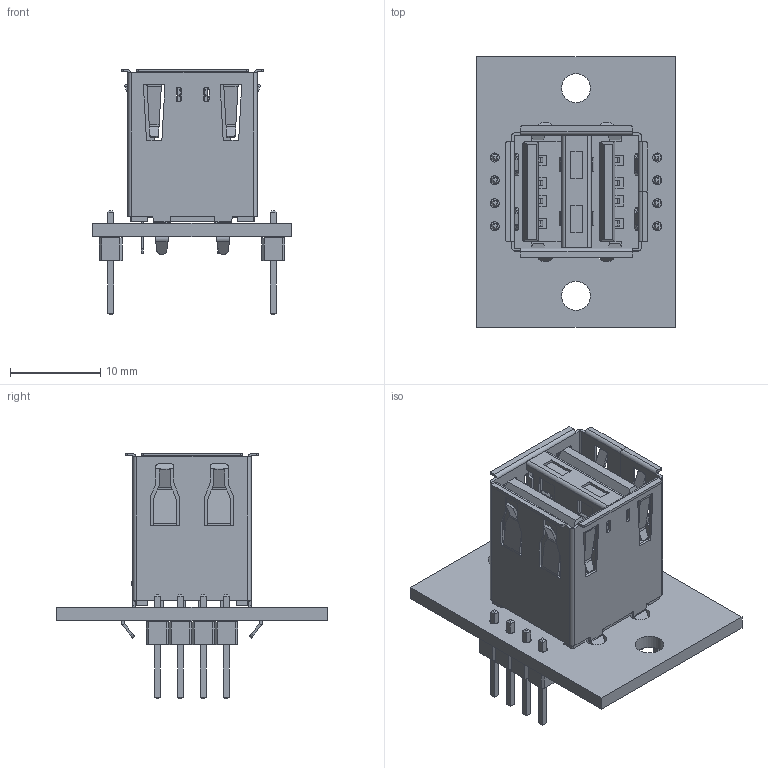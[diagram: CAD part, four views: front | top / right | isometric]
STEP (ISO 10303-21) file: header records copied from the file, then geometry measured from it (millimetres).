
FILE_DESCRIPTION(/* description */ ('KiCad electronic assembly','CAx-IF Rec.Pracs.---Representation and Presentation of Product Manufacturing Information (PMI)---4.0---2014-10-13'),/* implementation_level */ '2;1');
FILE_NAME(/* name */ 'dual-USB_breakout.step',/* time_stamp */ '2025-04-08T01:12:15+03:00',/* author */ (''),/* organization */ (''),/* preprocessor_version */ 'ST-DEVELOPER v20',/* originating_system */ 'Autodesk Translation Framework v13.20.0.188',/* authorisation */ '');
FILE_SCHEMA (('AP242_MANAGED_MODEL_BASED_3D_ENGINEERING_MIM_LF { 1 0 10303 442 1 1 4 }'));
Length unit declared in the file: millimetre
Products named in the file (4): dual-USB_breakout 1; 614008235023; Dual-USB_breakout_PCB; PinHeader_1x04_P2.54mm_Vertical
Assembly tree (4 placements, depth 2):
  dual-USB_breakout 1
    614008235023
    PinHeader_1x04_P2.54mm_Vertical  x2
    Dual-USB_breakout_PCB
Bounding box: 22 x 30 x 27.21 mm (x, y, z)
Volume: 2534.3 mm3; surface area: 6115.3 mm2
Topology: 9 solids, 9 shells, 1547 faces, 4246 edges, 2714 vertices
Faces by surface type: plane 1079, cylinder 380, bspline 88
Full cylindrical faces by diameter (mm): 0.92 x8, 1 x8, 2.3 x4, 3.2 x2
Entity records: 50111 total; most frequent: CARTESIAN_POINT 11431, ORIENTED_EDGE 8016, DIRECTION 7312, EDGE_CURVE 4008, LINE 3128, VECTOR 3128, VERTEX_POINT 2566, AXIS2_PLACEMENT_3D 2092
